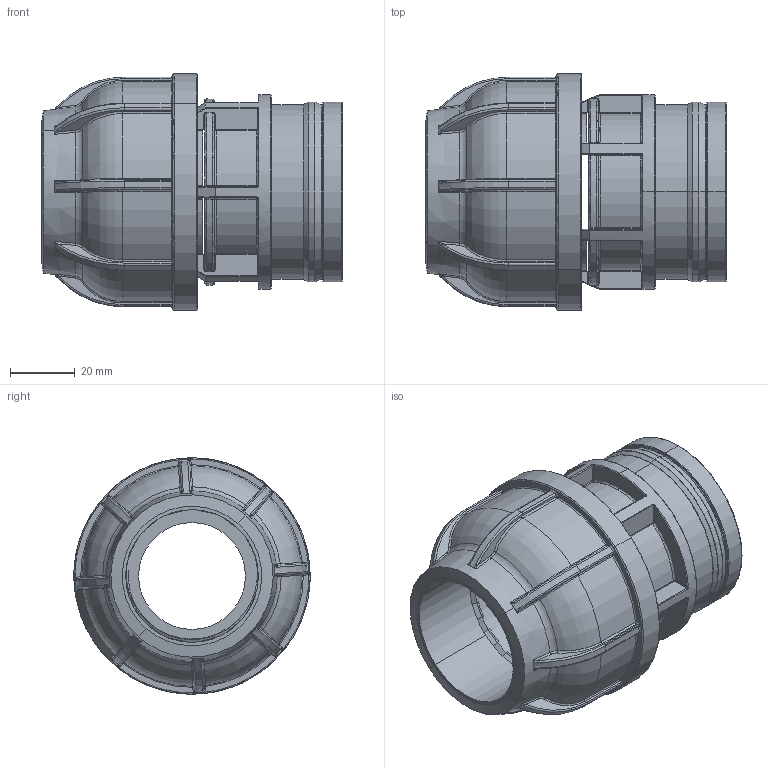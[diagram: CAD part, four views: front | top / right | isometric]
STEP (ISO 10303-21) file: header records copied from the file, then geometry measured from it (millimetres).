
FILE_DESCRIPTION (( 'STEP AP203' ), '1' );
FILE_NAME ('R201.040.114.step', '2013-11-19T09:03:48', ( 'Alusic' ), ( 'Alusic' ), 'SwSTEP 2.0', 'SolidWorks 2011', '' );
FILE_SCHEMA (( 'CONFIG_CONTROL_DESIGN' ));
Length unit declared in the file: millimetre
Products named in the file (1): R201.040.114
Bounding box: 92.84 x 72.98 x 72.98 mm (x, y, z)
Surface area: 44562 mm2 (no closed solid volume)
Topology: 0 solids, 21 shells, 876 faces, 2615 edges, 1599 vertices
Faces by surface type: cylinder 280, bspline 264, torus 159, plane 151, cone 19, sphere 3
Entity records: 40904 total; most frequent: CARTESIAN_POINT 20513, ORIENTED_EDGE 4252, DIRECTION 3938, EDGE_CURVE 2571, AXIS2_PLACEMENT_3D 1671, VERTEX_POINT 1599, CIRCLE 1058, EDGE_LOOP 883
